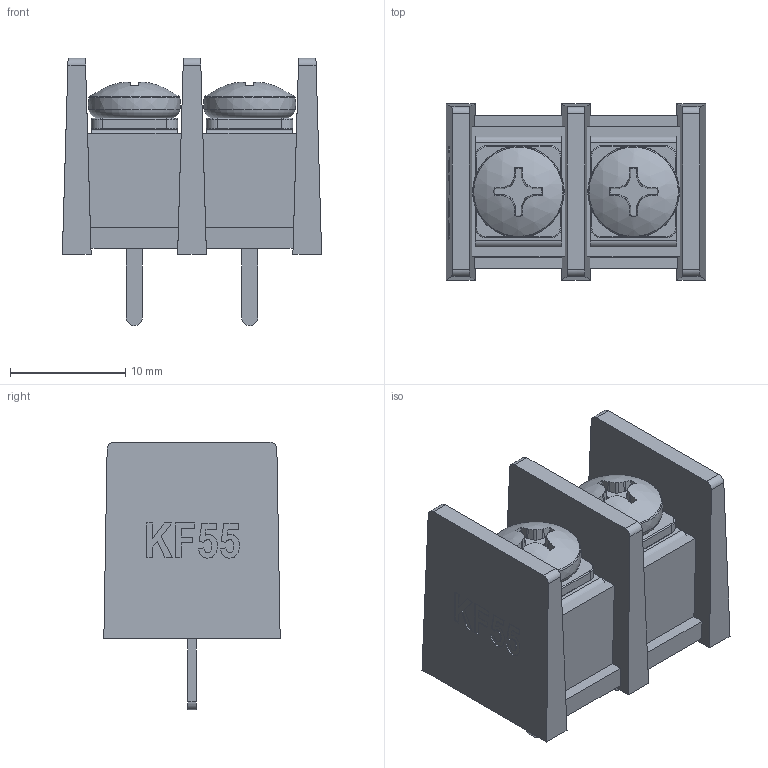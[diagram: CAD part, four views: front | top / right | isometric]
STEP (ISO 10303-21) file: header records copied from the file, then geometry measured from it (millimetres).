
FILE_DESCRIPTION(/* description */ (''),/* implementation_level */ '2;1');
FILE_NAME(/* name */ 'KF55C-10.0-02P.step',/* time_stamp */ '2025-04-17T15:04:22+03:00',/* author */ (''),/* organization */ (''),/* preprocessor_version */ 'ST-DEVELOPER v20.1',/* originating_system */ 'Autodesk Translation Framework v14.4.0.0',/* authorisation */ '');
FILE_SCHEMA (('AUTOMOTIVE_DESIGN { 1 0 10303 214 3 1 1 }'));
Length unit declared in the file: millimetre
Products named in the file (5): KF55C-10.0_parametric; Plastic; 92000A216_NO THREADS_Passivated 18-8 Stainless Steel Pan Head Phillip
s Screws; Washer; Pin
Assembly tree (7 placements, depth 2):
  KF55C-10.0_parametric
    Plastic
    Pin  x2
    Washer  x2
    92000A216_NO THREADS_Passivated 18-8 Stainless Steel Pan Head Phillip
s Screws  x2
Bounding box: 22.5 x 15.3 x 23.2 mm (x, y, z)
Volume: 3998.6 mm3; surface area: 3308.3 mm2
Topology: 9 solids, 9 shells, 294 faces, 750 edges, 486 vertices
Faces by surface type: plane 146, cylinder 66, bspline 46, torus 24, cone 10, sphere 2
Full cylindrical faces by diameter (mm): 3.8 x2, 4 x4
Entity records: 7209 total; most frequent: CARTESIAN_POINT 2236, ORIENTED_EDGE 1044, DIRECTION 926, EDGE_CURVE 522, VERTEX_POINT 341, LINE 318, VECTOR 318, AXIS2_PLACEMENT_3D 304
